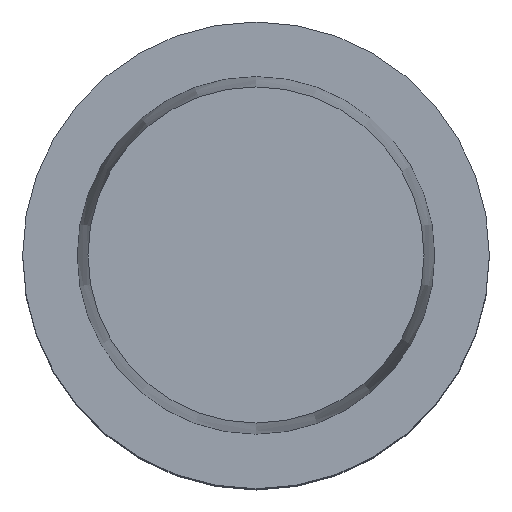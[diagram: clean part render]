
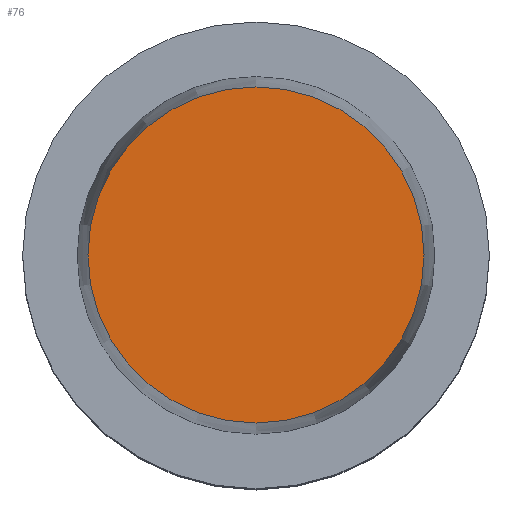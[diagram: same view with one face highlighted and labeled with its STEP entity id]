
A CAD part, top view. The second image highlights one B-rep face of the part: STEP entity #76.
In plain terms, the highlighted planar face has unit normal (0, 0, 1).
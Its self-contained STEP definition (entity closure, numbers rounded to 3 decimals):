
#76=ADVANCED_FACE('',(#96),#97,.T.);
#96=FACE_OUTER_BOUND('',#148,.T.);
#97=PLANE('',#149);
#148=EDGE_LOOP('',(#202));
#149=AXIS2_PLACEMENT_3D('',#203,#204,#205);
#202=ORIENTED_EDGE('',*,*,#287,.F.);
#203=CARTESIAN_POINT('',(0.,9.,25.0));
#204=DIRECTION('',(0.,0.,1.0));
#205=DIRECTION('',(0.,-1.0,0.));
#287=EDGE_CURVE('',#305,#305,#306,.T.);
#305=VERTEX_POINT('',#339);
#306=CIRCLE('',#340,18.);
#339=CARTESIAN_POINT('',(0.,18.,25.0));
#340=AXIS2_PLACEMENT_3D('',#374,#375,#376);
#374=CARTESIAN_POINT('',(0.,0.,25.0));
#375=DIRECTION('',(0.,0.,-1.0));
#376=DIRECTION('',(0.,1.0,0.));
